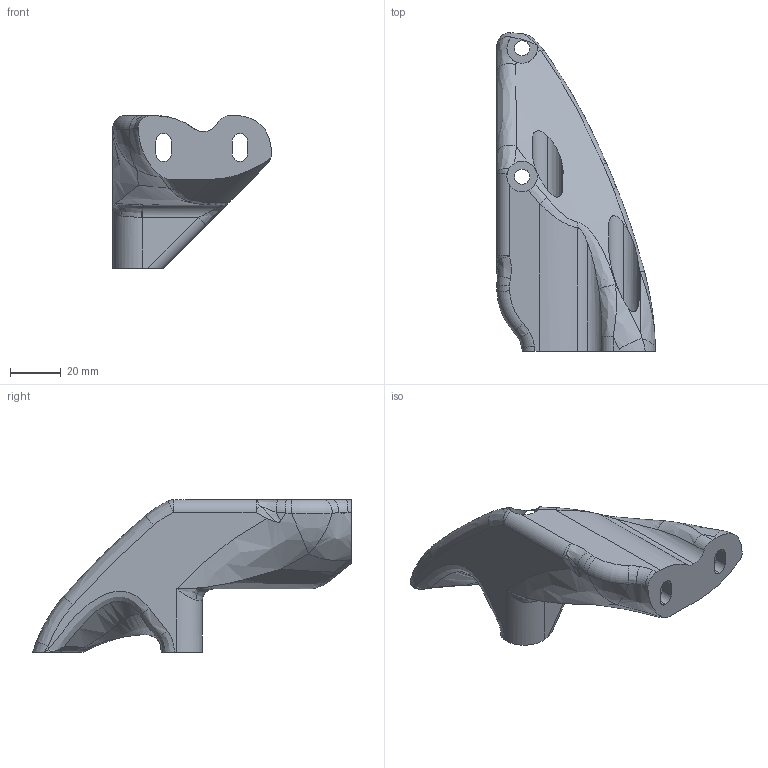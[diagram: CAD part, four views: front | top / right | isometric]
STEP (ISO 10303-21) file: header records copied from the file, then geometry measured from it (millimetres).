
FILE_DESCRIPTION (( 'STEP AP203' ), '1' );
FILE_NAME ('suporte_freio_traseiro_v2_topopt_full.STEP', '2025-04-19T14:40:18', ( '' ), ( '' ), 'SwSTEP 2.0', 'SolidWorks 2020', '' );
FILE_SCHEMA (( 'CONFIG_CONTROL_DESIGN' ));
Length unit declared in the file: millimetre
Products named in the file (1): suporte_freio_traseiro_v2_topopt_full
Bounding box: 62.37 x 125.33 x 60 mm (x, y, z)
Volume: 122146.6 mm3; surface area: 25494.4 mm2
Topology: 1 solids, 1 shells, 121 faces, 325 edges, 205 vertices
Faces by surface type: bspline 55, cylinder 34, plane 25, torus 4, sphere 3
Entity records: 6536 total; most frequent: CARTESIAN_POINT 3903, ORIENTED_EDGE 650, DIRECTION 380, EDGE_CURVE 325, VERTEX_POINT 205, B_SPLINE_CURVE_WITH_KNOTS 157, AXIS2_PLACEMENT_3D 155, EDGE_LOOP 130
